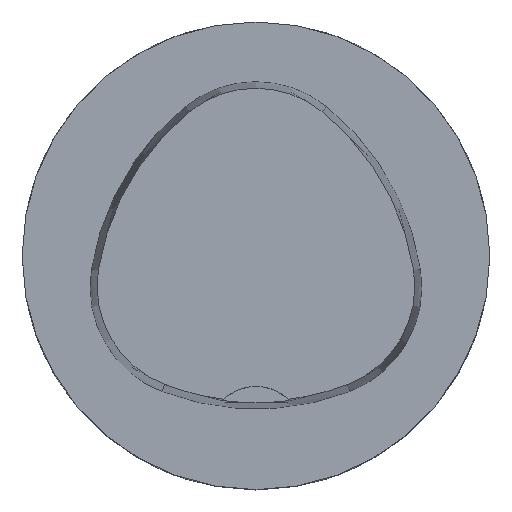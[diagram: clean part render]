
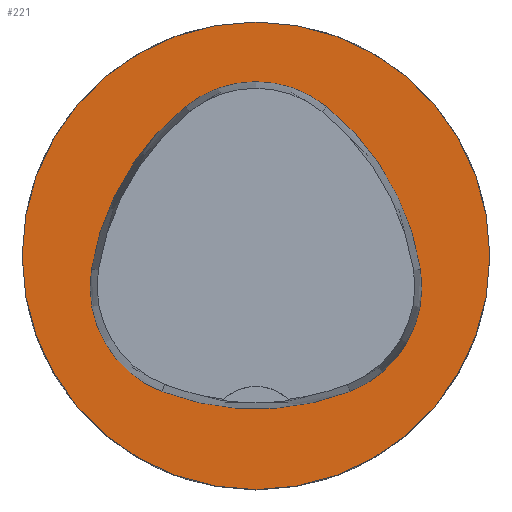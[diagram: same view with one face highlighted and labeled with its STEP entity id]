
A CAD part, top view. The second image highlights one B-rep face of the part: STEP entity #221.
In plain terms, the highlighted planar face has unit normal (0, 0, 1).
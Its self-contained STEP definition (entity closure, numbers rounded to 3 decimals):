
#221=ADVANCED_FACE('',(#408,#409),#260,.T.);
#260=PLANE('',#1135);
#408=FACE_BOUND('',#462,.T.);
#409=FACE_BOUND('',#463,.T.);
#462=EDGE_LOOP('',(#638,#639,#640,#641,#642,#643));
#463=EDGE_LOOP('',(#644));
#638=ORIENTED_EDGE('',*,*,#920,.F.);
#639=ORIENTED_EDGE('',*,*,#915,.F.);
#640=ORIENTED_EDGE('',*,*,#910,.F.);
#641=ORIENTED_EDGE('',*,*,#907,.F.);
#642=ORIENTED_EDGE('',*,*,#904,.F.);
#643=ORIENTED_EDGE('',*,*,#900,.F.);
#644=ORIENTED_EDGE('',*,*,#891,.T.);
#794=VERTEX_POINT('',#1727);
#803=VERTEX_POINT('',#1746);
#804=VERTEX_POINT('',#1747);
#807=VERTEX_POINT('',#1755);
#809=VERTEX_POINT('',#1761);
#811=VERTEX_POINT('',#1767);
#815=VERTEX_POINT('',#1780);
#891=EDGE_CURVE('',#794,#794,#971,.T.);
#900=EDGE_CURVE('',#803,#804,#972,.T.);
#904=EDGE_CURVE('',#804,#807,#974,.T.);
#907=EDGE_CURVE('',#807,#809,#976,.T.);
#910=EDGE_CURVE('',#809,#811,#978,.T.);
#915=EDGE_CURVE('',#811,#815,#981,.T.);
#920=EDGE_CURVE('',#815,#803,#984,.T.);
#971=CIRCLE('',#1107,25.);
#972=CIRCLE('',#1113,28.);
#974=CIRCLE('',#1116,12.);
#976=CIRCLE('',#1119,28.);
#978=CIRCLE('',#1122,12.);
#981=CIRCLE('',#1126,28.);
#984=CIRCLE('',#1130,12.);
#1107=AXIS2_PLACEMENT_3D('',#1726,#1302,#1303);
#1113=AXIS2_PLACEMENT_3D('',#1745,#1318,#1319);
#1116=AXIS2_PLACEMENT_3D('',#1754,#1326,#1327);
#1119=AXIS2_PLACEMENT_3D('',#1760,#1333,#1334);
#1122=AXIS2_PLACEMENT_3D('',#1766,#1340,#1341);
#1126=AXIS2_PLACEMENT_3D('',#1779,#1349,#1350);
#1130=AXIS2_PLACEMENT_3D('',#1792,#1358,#1359);
#1135=AXIS2_PLACEMENT_3D('',#1797,#1368,#1369);
#1302=DIRECTION('',(0.,0.,1.));
#1303=DIRECTION('',(1.,0.,0.));
#1318=DIRECTION('',(0.,0.,1.));
#1319=DIRECTION('',(1.,0.,0.));
#1326=DIRECTION('',(0.,0.,1.));
#1327=DIRECTION('',(1.,0.,0.));
#1333=DIRECTION('',(0.,0.,1.));
#1334=DIRECTION('',(1.,0.,0.));
#1340=DIRECTION('',(0.,0.,1.));
#1341=DIRECTION('',(1.,0.,0.));
#1349=DIRECTION('',(0.,0.,1.));
#1350=DIRECTION('',(1.,0.,0.));
#1358=DIRECTION('',(0.,0.,1.));
#1359=DIRECTION('',(1.,0.,0.));
#1368=DIRECTION('',(0.,0.,1.));
#1369=DIRECTION('',(-1.,0.,0.));
#1726=CARTESIAN_POINT('',(0.,0.,0.));
#1727=CARTESIAN_POINT('',(25.,0.,0.));
#1745=CARTESIAN_POINT('',(-10.068,-5.824,0.));
#1746=CARTESIAN_POINT('',(17.584,-1.424,0.));
#1747=CARTESIAN_POINT('',(7.531,15.953,0.));
#1754=CARTESIAN_POINT('',(-0.011,6.62,0.));
#1755=CARTESIAN_POINT('',(-7.567,15.942,0.));
#1760=CARTESIAN_POINT('',(10.063,-5.81,0.));
#1761=CARTESIAN_POINT('',(-17.59,-1.418,0.));
#1766=CARTESIAN_POINT('',(-5.739,-3.3,0.));
#1767=CARTESIAN_POINT('',(-10.05,-14.499,0.));
#1779=CARTESIAN_POINT('',(0.01,11.631,0.));
#1780=CARTESIAN_POINT('',(10.025,-14.516,0.));
#1792=CARTESIAN_POINT('',(5.733,-3.31,0.));
#1797=CARTESIAN_POINT('',(0.,0.,0.));
